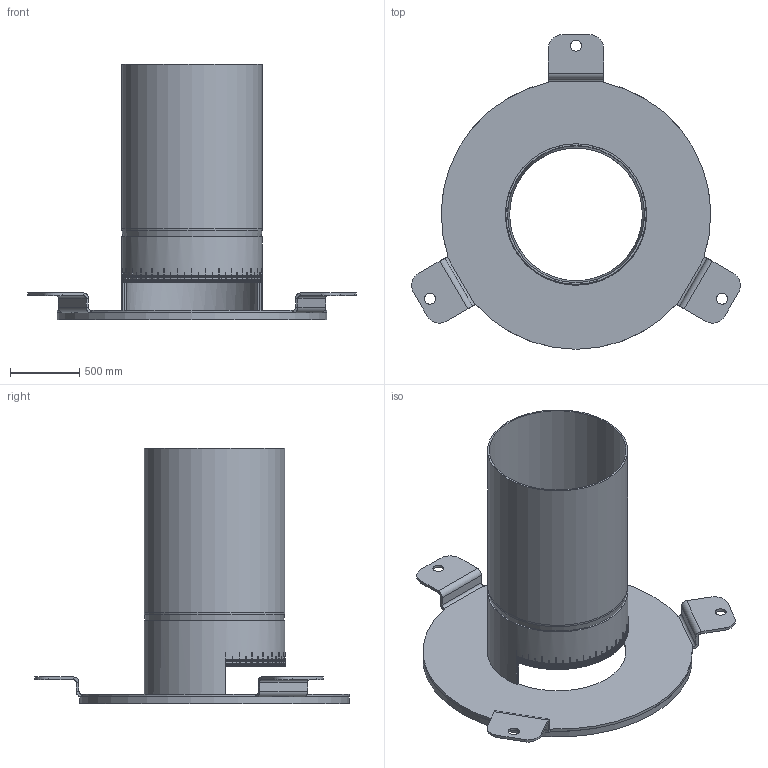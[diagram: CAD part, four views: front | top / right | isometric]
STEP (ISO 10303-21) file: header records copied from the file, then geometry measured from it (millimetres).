
FILE_DESCRIPTION(/* description */ (''),/* implementation_level */ '2;1');
FILE_NAME(/* name */ '14333.100X_3D.stp',/* time_stamp */ '2025-08-20T14:42:22+02:00',/* author */ ('N.Hausmann'),/* organization */ (''),/* preprocessor_version */ 'ST-DEVELOPER v20',/* originating_system */ 'AutoCAD Mechanical',/* authorisation */ '');
FILE_SCHEMA (('AUTOMOTIVE_DESIGN { 1 0 10303 214 3 1 1 }'));
Length unit declared in the file: centimetre
Products named in the file (2): Product; *S0
Assembly tree (1 placements, depth 2):
  Product
    *S0
Bounding box: 2378.46 x 2275 x 1850 mm (x, y, z)
Volume: 188720385.9 mm3; surface area: 22012026.2 mm2
Topology: 145 solids, 145 shells, 1099 faces, 2534 edges, 1722 vertices
Faces by surface type: plane 1052, cylinder 41, torus 4, cone 2
Full cylindrical faces by diameter (mm): 41 x1, 80 x3, 961 x1, 985 x1, 992 x2, 1016 x2, 1550 x1, 1950 x1
Entity records: 32171 total; most frequent: CARTESIAN_POINT 5776, ORIENTED_EDGE 5352, DIRECTION 5129, EDGE_CURVE 2676, LINE 2421, VECTOR 2421, VERTEX_POINT 1863, AXIS2_PLACEMENT_3D 1354
